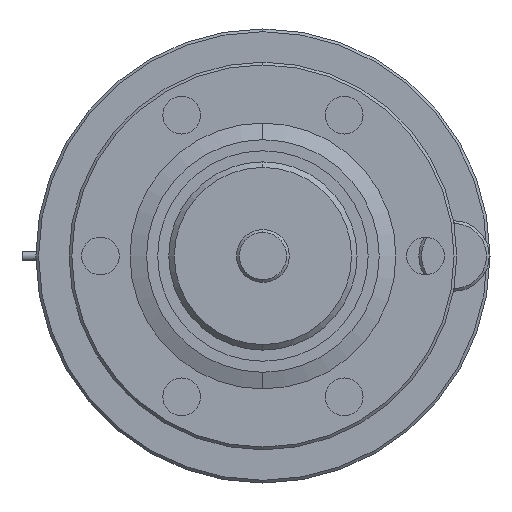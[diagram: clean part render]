
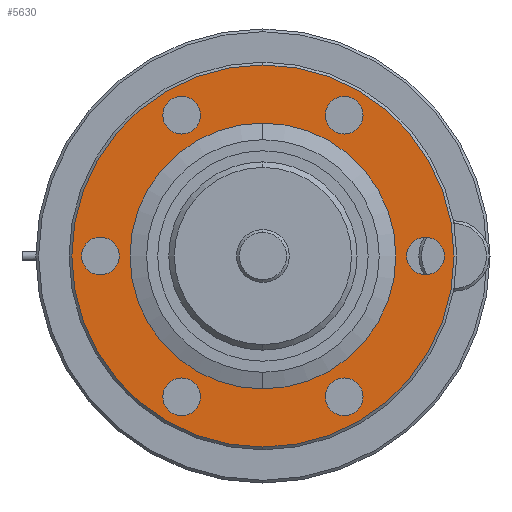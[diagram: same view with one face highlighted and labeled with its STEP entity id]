
A CAD part, front view. The second image highlights one B-rep face of the part: STEP entity #5630.
In plain terms, the highlighted planar face has unit normal (0, -1, 0).
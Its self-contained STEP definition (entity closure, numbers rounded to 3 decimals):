
#1029=CARTESIAN_POINT('',(0.,0.,0.));
#1030=DIRECTION('',(0.,1.,0.));
#1031=DIRECTION('',(0.,0.,-1.));
#1032=AXIS2_PLACEMENT_3D('',#1029,#1030,#1031);
#1034=CARTESIAN_POINT('',(0.,0.,0.));
#1035=DIRECTION('',(0.,1.,0.));
#1036=DIRECTION('',(0.,0.,1.));
#1037=AXIS2_PLACEMENT_3D('',#1034,#1035,#1036);
#1039=CARTESIAN_POINT('',(14.675,0.,-25.418));
#1040=DIRECTION('',(0.,-1.,0.));
#1041=DIRECTION('',(0.5,0.,-0.866));
#1042=AXIS2_PLACEMENT_3D('',#1039,#1040,#1041);
#1044=CARTESIAN_POINT('',(14.675,0.,-25.418));
#1045=DIRECTION('',(0.,-1.,0.));
#1046=DIRECTION('',(0.866,0.,0.5));
#1047=AXIS2_PLACEMENT_3D('',#1044,#1045,#1046);
#1049=CARTESIAN_POINT('',(14.675,0.,-25.418));
#1050=DIRECTION('',(0.,-1.,0.));
#1051=DIRECTION('',(-0.866,0.,-0.5));
#1052=AXIS2_PLACEMENT_3D('',#1049,#1050,#1051);
#1054=CARTESIAN_POINT('',(-14.675,0.,-25.418));
#1055=DIRECTION('',(0.,-1.,0.));
#1056=DIRECTION('',(-0.5,0.,-0.866));
#1057=AXIS2_PLACEMENT_3D('',#1054,#1055,#1056);
#1059=CARTESIAN_POINT('',(-14.675,0.,-25.418));
#1060=DIRECTION('',(0.,-1.,0.));
#1061=DIRECTION('',(0.866,0.,-0.5));
#1062=AXIS2_PLACEMENT_3D('',#1059,#1060,#1061);
#1064=CARTESIAN_POINT('',(-14.675,0.,-25.418));
#1065=DIRECTION('',(0.,-1.,0.));
#1066=DIRECTION('',(-0.866,0.,0.5));
#1067=AXIS2_PLACEMENT_3D('',#1064,#1065,#1066);
#1069=CARTESIAN_POINT('',(-29.35,0.,0.));
#1070=DIRECTION('',(0.,-1.,0.));
#1071=DIRECTION('',(-1.,0.,0.));
#1072=AXIS2_PLACEMENT_3D('',#1069,#1070,#1071);
#1074=CARTESIAN_POINT('',(-29.35,0.,0.));
#1075=DIRECTION('',(0.,-1.,0.));
#1076=DIRECTION('',(0.,0.,-1.));
#1077=AXIS2_PLACEMENT_3D('',#1074,#1075,#1076);
#1079=CARTESIAN_POINT('',(-29.35,0.,0.));
#1080=DIRECTION('',(0.,-1.,0.));
#1081=DIRECTION('',(0.,0.,1.));
#1082=AXIS2_PLACEMENT_3D('',#1079,#1080,#1081);
#1084=CARTESIAN_POINT('',(-14.675,0.,25.418));
#1085=DIRECTION('',(0.,-1.,0.));
#1086=DIRECTION('',(-0.5,0.,0.866));
#1087=AXIS2_PLACEMENT_3D('',#1084,#1085,#1086);
#1089=CARTESIAN_POINT('',(-14.675,0.,25.418));
#1090=DIRECTION('',(0.,-1.,0.));
#1091=DIRECTION('',(-0.866,0.,-0.5));
#1092=AXIS2_PLACEMENT_3D('',#1089,#1090,#1091);
#1094=CARTESIAN_POINT('',(-14.675,0.,25.418));
#1095=DIRECTION('',(0.,-1.,0.));
#1096=DIRECTION('',(0.866,0.,0.5));
#1097=AXIS2_PLACEMENT_3D('',#1094,#1095,#1096);
#1099=CARTESIAN_POINT('',(14.675,0.,25.418));
#1100=DIRECTION('',(0.,-1.,0.));
#1101=DIRECTION('',(0.5,0.,0.866));
#1102=AXIS2_PLACEMENT_3D('',#1099,#1100,#1101);
#1104=CARTESIAN_POINT('',(14.675,0.,25.418));
#1105=DIRECTION('',(0.,-1.,0.));
#1106=DIRECTION('',(-0.866,0.,0.5));
#1107=AXIS2_PLACEMENT_3D('',#1104,#1105,#1106);
#1109=CARTESIAN_POINT('',(14.675,0.,25.418));
#1110=DIRECTION('',(0.,-1.,0.));
#1111=DIRECTION('',(0.866,0.,-0.5));
#1112=AXIS2_PLACEMENT_3D('',#1109,#1110,#1111);
#1114=CARTESIAN_POINT('',(0.,0.,0.));
#1115=DIRECTION('',(0.,-1.,0.));
#1116=DIRECTION('',(0.,0.,1.));
#1117=AXIS2_PLACEMENT_3D('',#1114,#1115,#1116);
#1119=CARTESIAN_POINT('',(0.,0.,0.));
#1120=DIRECTION('',(0.,-1.,0.));
#1121=DIRECTION('',(0.,0.,-1.));
#1122=AXIS2_PLACEMENT_3D('',#1119,#1120,#1121);
#1124=CARTESIAN_POINT('',(29.35,0.,0.));
#1125=DIRECTION('',(0.,-1.,0.));
#1126=DIRECTION('',(1.,0.,0.));
#1127=AXIS2_PLACEMENT_3D('',#1124,#1125,#1126);
#1129=CARTESIAN_POINT('',(29.35,0.,0.));
#1130=DIRECTION('',(0.,-1.,0.));
#1131=DIRECTION('',(0.,0.,1.));
#1132=AXIS2_PLACEMENT_3D('',#1129,#1130,#1131);
#1134=CARTESIAN_POINT('',(29.35,0.,0.));
#1135=DIRECTION('',(0.,-1.,0.));
#1136=DIRECTION('',(0.,0.,-1.));
#1137=AXIS2_PLACEMENT_3D('',#1134,#1135,#1136);
#1502=CARTESIAN_POINT('',(29.35,0.,-3.4));
#1504=VERTEX_POINT('',#1502);
#1505=CARTESIAN_POINT('',(32.75,0.,0.));
#1506=VERTEX_POINT('',#1505);
#1507=CARTESIAN_POINT('',(29.35,0.,3.4));
#1508=VERTEX_POINT('',#1507);
#1511=CARTESIAN_POINT('',(0.,0.,34.5));
#1513=VERTEX_POINT('',#1511);
#1517=CARTESIAN_POINT('',(0.,0.,-34.5));
#1518=VERTEX_POINT('',#1517);
#1528=CARTESIAN_POINT('',(-17.619,0.,
-23.718));
#1530=VERTEX_POINT('',#1528);
#1531=CARTESIAN_POINT('',(-16.375,0.,-28.362));
#1532=VERTEX_POINT('',#1531);
#1533=CARTESIAN_POINT('',(-11.731,0.,
-27.118));
#1534=VERTEX_POINT('',#1533);
#1538=CARTESIAN_POINT('',(-29.35,0.,3.4));
#1540=VERTEX_POINT('',#1538);
#1541=CARTESIAN_POINT('',(-32.75,0.,0.));
#1542=VERTEX_POINT('',#1541);
#1543=CARTESIAN_POINT('',(-29.35,0.,-3.4));
#1544=VERTEX_POINT('',#1543);
#1548=CARTESIAN_POINT('',(-11.731,0.,
27.118));
#1550=VERTEX_POINT('',#1548);
#1551=CARTESIAN_POINT('',(-16.375,0.,28.362));
#1552=VERTEX_POINT('',#1551);
#1553=CARTESIAN_POINT('',(-17.619,0.,
23.718));
#1554=VERTEX_POINT('',#1553);
#1557=CARTESIAN_POINT('',(0.,0.,-24.));
#1558=VERTEX_POINT('',#1557);
#1559=CARTESIAN_POINT('',(0.,0.,24.));
#1560=VERTEX_POINT('',#1559);
#1562=CARTESIAN_POINT('',(17.619,0.,
23.718));
#1564=VERTEX_POINT('',#1562);
#1565=CARTESIAN_POINT('',(16.375,0.,28.362));
#1566=VERTEX_POINT('',#1565);
#1567=CARTESIAN_POINT('',(11.731,0.,
27.118));
#1568=VERTEX_POINT('',#1567);
#1666=CARTESIAN_POINT('',(11.731,0.,
-27.118));
#1668=VERTEX_POINT('',#1666);
#1669=CARTESIAN_POINT('',(16.375,0.,-28.362));
#1670=VERTEX_POINT('',#1669);
#1671=CARTESIAN_POINT('',(17.619,0.,
-23.718));
#1672=VERTEX_POINT('',#1671);
#5567=CARTESIAN_POINT('',(0.,0.,24.));
#5568=DIRECTION('',(0.,-1.,0.));
#5569=DIRECTION('',(0.,0.,-1.));
#5570=AXIS2_PLACEMENT_3D('',#5567,#5568,#5569);
#5571=PLANE('',#5570);
#5572=ORIENTED_EDGE('',*,*,#5558,.T.);
#5573=ORIENTED_EDGE('',*,*,#5546,.T.);
#5574=EDGE_LOOP('',(#5572,#5573));
#5575=FACE_OUTER_BOUND('',#5574,.F.);
#5577=ORIENTED_EDGE('',*,*,#5576,.T.);
#5579=ORIENTED_EDGE('',*,*,#5578,.T.);
#5581=ORIENTED_EDGE('',*,*,#5580,.T.);
#5582=EDGE_LOOP('',(#5577,#5579,#5581));
#5583=FACE_BOUND('',#5582,.F.);
#5585=ORIENTED_EDGE('',*,*,#5584,.T.);
#5587=ORIENTED_EDGE('',*,*,#5586,.T.);
#5589=ORIENTED_EDGE('',*,*,#5588,.T.);
#5590=EDGE_LOOP('',(#5585,#5587,#5589));
#5591=FACE_BOUND('',#5590,.F.);
#5593=ORIENTED_EDGE('',*,*,#5592,.T.);
#5595=ORIENTED_EDGE('',*,*,#5594,.T.);
#5597=ORIENTED_EDGE('',*,*,#5596,.T.);
#5598=EDGE_LOOP('',(#5593,#5595,#5597));
#5599=FACE_BOUND('',#5598,.F.);
#5601=ORIENTED_EDGE('',*,*,#5600,.T.);
#5603=ORIENTED_EDGE('',*,*,#5602,.T.);
#5605=ORIENTED_EDGE('',*,*,#5604,.T.);
#5606=EDGE_LOOP('',(#5601,#5603,#5605));
#5607=FACE_BOUND('',#5606,.F.);
#5609=ORIENTED_EDGE('',*,*,#5608,.T.);
#5611=ORIENTED_EDGE('',*,*,#5610,.T.);
#5613=ORIENTED_EDGE('',*,*,#5612,.T.);
#5614=EDGE_LOOP('',(#5609,#5611,#5613));
#5615=FACE_BOUND('',#5614,.F.);
#5617=ORIENTED_EDGE('',*,*,#5616,.T.);
#5619=ORIENTED_EDGE('',*,*,#5618,.T.);
#5620=EDGE_LOOP('',(#5617,#5619));
#5621=FACE_BOUND('',#5620,.F.);
#5623=ORIENTED_EDGE('',*,*,#5622,.T.);
#5625=ORIENTED_EDGE('',*,*,#5624,.T.);
#5627=ORIENTED_EDGE('',*,*,#5626,.T.);
#5628=EDGE_LOOP('',(#5623,#5625,#5627));
#5629=FACE_BOUND('',#5628,.F.);
#5630=ADVANCED_FACE('',(#5575,#5583,#5591,#5599,#5607,#5615,#5621,#5629),#5571,
.T.);
#1033=CIRCLE('',#1032,34.5);
#1038=CIRCLE('',#1037,34.5);
#1043=CIRCLE('',#1042,3.4);
#1048=CIRCLE('',#1047,3.4);
#1053=CIRCLE('',#1052,3.4);
#1058=CIRCLE('',#1057,3.4);
#1063=CIRCLE('',#1062,3.4);
#1068=CIRCLE('',#1067,3.4);
#1073=CIRCLE('',#1072,3.4);
#1078=CIRCLE('',#1077,3.4);
#1083=CIRCLE('',#1082,3.4);
#1088=CIRCLE('',#1087,3.4);
#1093=CIRCLE('',#1092,3.4);
#1098=CIRCLE('',#1097,3.4);
#1103=CIRCLE('',#1102,3.4);
#1108=CIRCLE('',#1107,3.4);
#1113=CIRCLE('',#1112,3.4);
#1118=CIRCLE('',#1117,24.);
#1123=CIRCLE('',#1122,24.);
#1128=CIRCLE('',#1127,3.4);
#1133=CIRCLE('',#1132,3.4);
#1138=CIRCLE('',#1137,3.4);
#5546=EDGE_CURVE('',#1513,#1518,#1038,.T.);
#5558=EDGE_CURVE('',#1518,#1513,#1033,.T.);
#5576=EDGE_CURVE('',#1670,#1672,#1043,.T.);
#5578=EDGE_CURVE('',#1672,#1668,#1048,.T.);
#5580=EDGE_CURVE('',#1668,#1670,#1053,.T.);
#5584=EDGE_CURVE('',#1532,#1534,#1058,.T.);
#5586=EDGE_CURVE('',#1534,#1530,#1063,.T.);
#5588=EDGE_CURVE('',#1530,#1532,#1068,.T.);
#5592=EDGE_CURVE('',#1542,#1544,#1073,.T.);
#5594=EDGE_CURVE('',#1544,#1540,#1078,.T.);
#5596=EDGE_CURVE('',#1540,#1542,#1083,.T.);
#5600=EDGE_CURVE('',#1552,#1554,#1088,.T.);
#5602=EDGE_CURVE('',#1554,#1550,#1093,.T.);
#5604=EDGE_CURVE('',#1550,#1552,#1098,.T.);
#5608=EDGE_CURVE('',#1566,#1568,#1103,.T.);
#5610=EDGE_CURVE('',#1568,#1564,#1108,.T.);
#5612=EDGE_CURVE('',#1564,#1566,#1113,.T.);
#5616=EDGE_CURVE('',#1560,#1558,#1118,.T.);
#5618=EDGE_CURVE('',#1558,#1560,#1123,.T.);
#5622=EDGE_CURVE('',#1506,#1508,#1128,.T.);
#5624=EDGE_CURVE('',#1508,#1504,#1133,.T.);
#5626=EDGE_CURVE('',#1504,#1506,#1138,.T.);
